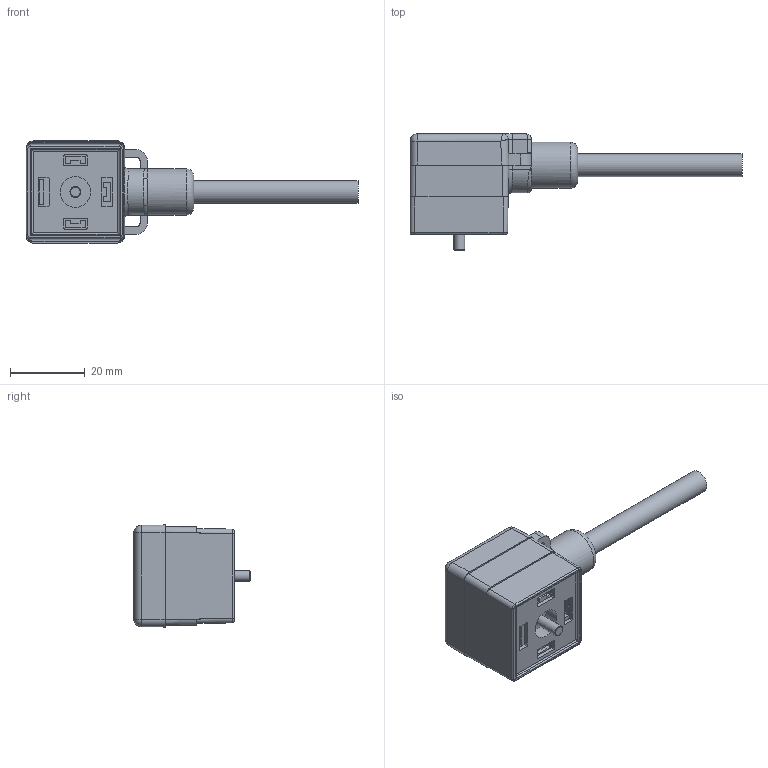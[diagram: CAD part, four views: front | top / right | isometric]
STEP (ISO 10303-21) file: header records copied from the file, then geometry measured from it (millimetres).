
FILE_DESCRIPTION(/* description */ (''),/* implementation_level */ '2;1');
FILE_NAME(/* name */ 'VA31-m.stp',/* time_stamp */ '2018-07-18T11:47:43+02:00',/* author */ (''),/* organization */ (''),/* preprocessor_version */ 'ST-DEVELOPER v16',/* originating_system */ 'SIEMENS PLM Software NX 10.0',/* authorisation */ '');
FILE_SCHEMA (('AUTOMOTIVE_DESIGN { 1 0 10303 214 3 1 1 1 }'));
Length unit declared in the file: millimetre
Products named in the file (1): VA31-m
Bounding box: 89.1 x 31.2 x 27.4 mm (x, y, z)
Volume: 21601.4 mm3; surface area: 6338.5 mm2
Topology: 1 solids, 1 shells, 226 faces, 580 edges, 359 vertices
Faces by surface type: plane 129, cylinder 66, bspline 23, sphere 4, cone 2, torus 2
Full cylindrical faces by diameter (mm): 2.9 x1, 6 x1, 6.1 x1, 8.2 x1, 12.4 x1
Entity records: 7043 total; most frequent: CARTESIAN_POINT 1660, ORIENTED_EDGE 1122, DIRECTION 1098, EDGE_CURVE 561, LINE 370, VECTOR 370, AXIS2_PLACEMENT_3D 364, VERTEX_POINT 356
